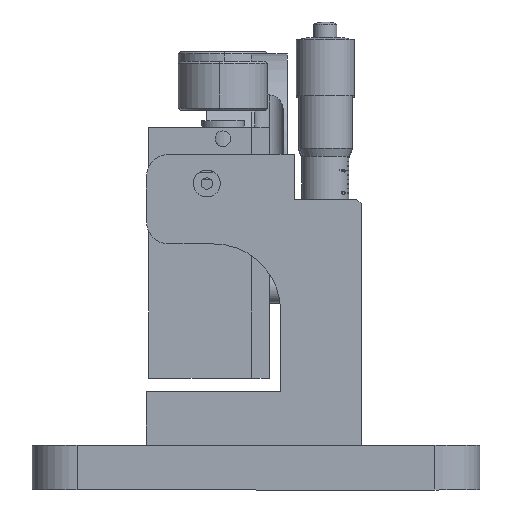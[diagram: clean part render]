
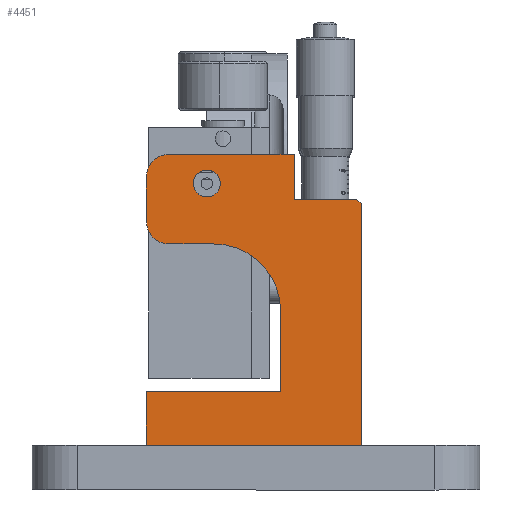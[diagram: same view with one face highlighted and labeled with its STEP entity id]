
A CAD part, left-side view. The second image highlights one B-rep face of the part: STEP entity #4451.
In plain terms, the highlighted planar face has unit normal (-1, 0, 0).
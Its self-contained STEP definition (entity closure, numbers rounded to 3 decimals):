
#113 = CARTESIAN_POINT ( 'NONE',  ( -55., 24.5, -68.39 ) ) ;
#168 = VERTEX_POINT ( 'NONE', #13869 ) ;
#550 = ORIENTED_EDGE ( 'NONE', *, *, #13733, .T. ) ;
#619 = CARTESIAN_POINT ( 'NONE',  ( -55., 9.5, -35.39 ) ) ;
#657 = CARTESIAN_POINT ( 'NONE',  ( -55., -22.5, -25.39 ) ) ;
#815 = CARTESIAN_POINT ( 'NONE',  ( -55., 24.5, -80.39 ) ) ;
#940 = DIRECTION ( 'NONE',  ( 0., -1., 0. ) ) ;
#1047 = VERTEX_POINT ( 'NONE', #113 ) ;
#1126 = LINE ( 'NONE', #4836, #13960 ) ;
#1388 = CARTESIAN_POINT ( 'NONE',  ( -55., 8., -21.89 ) ) ;
#1598 = EDGE_CURVE ( 'NONE', #7711, #12778, #15376, .T. ) ;
#1839 = VERTEX_POINT ( 'NONE', #3592 ) ;
#2655 = VERTEX_POINT ( 'NONE', #657 ) ;
#2711 = LINE ( 'NONE', #15199, #11483 ) ;
#2736 = DIRECTION ( 'NONE',  ( 0., 0., -1. ) ) ;
#2782 = CIRCLE ( 'NONE', #14133, 3. ) ;
#2812 = CARTESIAN_POINT ( 'NONE',  ( -55., -5.5, -68.39 ) ) ;
#2956 = CARTESIAN_POINT ( 'NONE',  ( -55., 24.5, -15.39 ) ) ;
#3095 = EDGE_CURVE ( 'NONE', #14732, #6966, #3660, .T. ) ;
#3181 = DIRECTION ( 'NONE',  ( 0., 0.707, 0.707 ) ) ;
#3459 = CARTESIAN_POINT ( 'NONE',  ( -55., -5.5, -50.39 ) ) ;
#3539 = ORIENTED_EDGE ( 'NONE', *, *, #10091, .T. ) ;
#3592 = CARTESIAN_POINT ( 'NONE',  ( -55., 24.5, -80.39 ) ) ;
#3660 = CIRCLE ( 'NONE', #15673, 5. ) ;
#3745 = DIRECTION ( 'NONE',  ( -1., 0., 0. ) ) ;
#3897 = VECTOR ( 'NONE', #6428, 1000. ) ;
#4451 = ADVANCED_FACE ( 'NONE', ( #13949, #14922 ), #11031, .F. ) ;
#4477 = VERTEX_POINT ( 'NONE', #3459 ) ;
#4690 = LINE ( 'NONE', #2812, #3897 ) ;
#4699 = ORIENTED_EDGE ( 'NONE', *, *, #4812, .T. ) ;
#4711 = VERTEX_POINT ( 'NONE', #10431 ) ;
#4812 = EDGE_CURVE ( 'NONE', #6966, #6487, #8100, .T. ) ;
#4836 = CARTESIAN_POINT ( 'NONE',  ( -55., -23.5, -25.39 ) ) ;
#4842 = DIRECTION ( 'NONE',  ( 1., 0., 0. ) ) ;
#4856 = CARTESIAN_POINT ( 'NONE',  ( -55., 14., -21.89 ) ) ;
#4893 = CARTESIAN_POINT ( 'NONE',  ( -55., 24.5, -68.39 ) ) ;
#4994 = DIRECTION ( 'NONE',  ( 0., -1., 0. ) ) ;
#5017 = EDGE_LOOP ( 'NONE', ( #4699, #550, #6041, #11426, #9539, #7561, #3539, #12844, #13858, #12125, #9042, #5361, #8240, #6182 ) ) ;
#5096 = ORIENTED_EDGE ( 'NONE', *, *, #6874, .F. ) ;
#5307 = AXIS2_PLACEMENT_3D ( 'NONE', #8652, #3745, #6249 ) ;
#5351 = CARTESIAN_POINT ( 'NONE',  ( -55., 24.5, -30.39 ) ) ;
#5361 = ORIENTED_EDGE ( 'NONE', *, *, #1598, .F. ) ;
#5431 = VECTOR ( 'NONE', #12647, 1000. ) ;
#5467 = CARTESIAN_POINT ( 'NONE',  ( -55., -8.5, -15.39 ) ) ;
#5675 = AXIS2_PLACEMENT_3D ( 'NONE', #7001, #13194, #8260 ) ;
#5929 = EDGE_CURVE ( 'NONE', #7072, #8346, #2782, .T. ) ;
#6041 = ORIENTED_EDGE ( 'NONE', *, *, #15787, .F. ) ;
#6182 = ORIENTED_EDGE ( 'NONE', *, *, #3095, .T. ) ;
#6239 = CARTESIAN_POINT ( 'NONE',  ( -55., 24.5, -15.39 ) ) ;
#6246 = LINE ( 'NONE', #13333, #11310 ) ;
#6249 = DIRECTION ( 'NONE',  ( 0., 1., 0. ) ) ;
#6339 = EDGE_CURVE ( 'NONE', #1047, #15987, #12509, .T. ) ;
#6428 = DIRECTION ( 'NONE',  ( 0., 0., 1. ) ) ;
#6487 = VERTEX_POINT ( 'NONE', #5351 ) ;
#6489 = DIRECTION ( 'NONE',  ( -1., 0., 0. ) ) ;
#6640 = DIRECTION ( 'NONE',  ( 0., 1., 0. ) ) ;
#6867 = DIRECTION ( 'NONE',  ( 0., 0., -1. ) ) ;
#6874 = EDGE_CURVE ( 'NONE', #8346, #7072, #12880, .T. ) ;
#6966 = VERTEX_POINT ( 'NONE', #13030 ) ;
#7001 = CARTESIAN_POINT ( 'NONE',  ( -55., 11., -21.89 ) ) ;
#7072 = VERTEX_POINT ( 'NONE', #4856 ) ;
#7512 = ORIENTED_EDGE ( 'NONE', *, *, #5929, .F. ) ;
#7536 = VECTOR ( 'NONE', #6867, 1000. ) ;
#7561 = ORIENTED_EDGE ( 'NONE', *, *, #6339, .F. ) ;
#7599 = CIRCLE ( 'NONE', #8607, 15. ) ;
#7661 = VECTOR ( 'NONE', #12358, 1000. ) ;
#7711 = VERTEX_POINT ( 'NONE', #5467 ) ;
#7839 = CARTESIAN_POINT ( 'NONE',  ( -55., 24.5, -35.39 ) ) ;
#8100 = LINE ( 'NONE', #2956, #7536 ) ;
#8240 = ORIENTED_EDGE ( 'NONE', *, *, #8695, .F. ) ;
#8260 = DIRECTION ( 'NONE',  ( 0., -1., 0. ) ) ;
#8346 = VERTEX_POINT ( 'NONE', #1388 ) ;
#8607 = AXIS2_PLACEMENT_3D ( 'NONE', #11899, #10841, #15585 ) ;
#8652 = CARTESIAN_POINT ( 'NONE',  ( -55., 19.5, -30.39 ) ) ;
#8695 = EDGE_CURVE ( 'NONE', #14732, #7711, #6246, .T. ) ;
#8843 = DIRECTION ( 'NONE',  ( 0., -1., 0. ) ) ;
#8983 = VECTOR ( 'NONE', #2736, 1000. ) ;
#9042 = ORIENTED_EDGE ( 'NONE', *, *, #10403, .F. ) ;
#9136 = EDGE_CURVE ( 'NONE', #4477, #10913, #7599, .T. ) ;
#9159 = CARTESIAN_POINT ( 'NONE',  ( -55., -5.5, -68.39 ) ) ;
#9268 = LINE ( 'NONE', #7839, #13322 ) ;
#9378 = EDGE_CURVE ( 'NONE', #15987, #4477, #4690, .T. ) ;
#9512 = CARTESIAN_POINT ( 'NONE',  ( -55., -23.5, -26.39 ) ) ;
#9539 = ORIENTED_EDGE ( 'NONE', *, *, #9378, .F. ) ;
#9735 = CARTESIAN_POINT ( 'NONE',  ( -55., 19.5, -35.39 ) ) ;
#10091 = EDGE_CURVE ( 'NONE', #1047, #1839, #15513, .T. ) ;
#10403 = EDGE_CURVE ( 'NONE', #12778, #2655, #1126, .T. ) ;
#10431 = CARTESIAN_POINT ( 'NONE',  ( -55., -23.5, -80.39 ) ) ;
#10490 = CARTESIAN_POINT ( 'NONE',  ( -55., -8.5, -25.39 ) ) ;
#10498 = VECTOR ( 'NONE', #3181, 1000. ) ;
#10841 = DIRECTION ( 'NONE',  ( -1., 0., 0. ) ) ;
#10913 = VERTEX_POINT ( 'NONE', #619 ) ;
#11031 = PLANE ( 'NONE',  #15151 ) ;
#11310 = VECTOR ( 'NONE', #940, 1000. ) ;
#11380 = CARTESIAN_POINT ( 'NONE',  ( -55., 11., -21.89 ) ) ;
#11426 = ORIENTED_EDGE ( 'NONE', *, *, #9136, .F. ) ;
#11483 = VECTOR ( 'NONE', #11557, 1000. ) ;
#11557 = DIRECTION ( 'NONE',  ( 0., 0., -1. ) ) ;
#11655 = LINE ( 'NONE', #9512, #10498 ) ;
#11662 = CARTESIAN_POINT ( 'NONE',  ( -55., 19.5, -15.39 ) ) ;
#11899 = CARTESIAN_POINT ( 'NONE',  ( -55., 9.5, -50.39 ) ) ;
#11949 = CARTESIAN_POINT ( 'NONE',  ( -55., 19.5, -20.39 ) ) ;
#12125 = ORIENTED_EDGE ( 'NONE', *, *, #14108, .T. ) ;
#12308 = CARTESIAN_POINT ( 'NONE',  ( -55., 24.5, -15.39 ) ) ;
#12358 = DIRECTION ( 'NONE',  ( 0., -1., 0. ) ) ;
#12509 = LINE ( 'NONE', #4893, #7661 ) ;
#12617 = EDGE_CURVE ( 'NONE', #168, #4711, #2711, .T. ) ;
#12647 = DIRECTION ( 'NONE',  ( 0., 0., -1. ) ) ;
#12741 = CARTESIAN_POINT ( 'NONE',  ( -55., -8.5, -15.39 ) ) ;
#12778 = VERTEX_POINT ( 'NONE', #10490 ) ;
#12844 = ORIENTED_EDGE ( 'NONE', *, *, #15433, .T. ) ;
#12880 = CIRCLE ( 'NONE', #5675, 3. ) ;
#13030 = CARTESIAN_POINT ( 'NONE',  ( -55., 24.5, -20.39 ) ) ;
#13194 = DIRECTION ( 'NONE',  ( -1., 0., 0. ) ) ;
#13197 = CIRCLE ( 'NONE', #5307, 5. ) ;
#13322 = VECTOR ( 'NONE', #15060, 1000. ) ;
#13333 = CARTESIAN_POINT ( 'NONE',  ( -55., 24.5, -15.39 ) ) ;
#13731 = VECTOR ( 'NONE', #15492, 1000. ) ;
#13733 = EDGE_CURVE ( 'NONE', #6487, #14236, #13197, .T. ) ;
#13858 = ORIENTED_EDGE ( 'NONE', *, *, #12617, .F. ) ;
#13869 = CARTESIAN_POINT ( 'NONE',  ( -55., -23.5, -26.39 ) ) ;
#13949 = FACE_BOUND ( 'NONE', #14075, .T. ) ;
#13960 = VECTOR ( 'NONE', #4994, 1000. ) ;
#14075 = EDGE_LOOP ( 'NONE', ( #5096, #7512 ) ) ;
#14108 = EDGE_CURVE ( 'NONE', #168, #2655, #11655, .T. ) ;
#14133 = AXIS2_PLACEMENT_3D ( 'NONE', #11380, #6489, #8843 ) ;
#14236 = VERTEX_POINT ( 'NONE', #9735 ) ;
#14732 = VERTEX_POINT ( 'NONE', #11662 ) ;
#14823 = DIRECTION ( 'NONE',  ( 0., 1., 0. ) ) ;
#14922 = FACE_OUTER_BOUND ( 'NONE', #5017, .T. ) ;
#15060 = DIRECTION ( 'NONE',  ( 0., 1., 0. ) ) ;
#15151 = AXIS2_PLACEMENT_3D ( 'NONE', #12308, #4842, #14823 ) ;
#15199 = CARTESIAN_POINT ( 'NONE',  ( -55., -23.5, -15.39 ) ) ;
#15376 = LINE ( 'NONE', #12741, #8983 ) ;
#15433 = EDGE_CURVE ( 'NONE', #1839, #4711, #15469, .T. ) ;
#15469 = LINE ( 'NONE', #815, #13731 ) ;
#15492 = DIRECTION ( 'NONE',  ( 0., -1., 0. ) ) ;
#15513 = LINE ( 'NONE', #6239, #5431 ) ;
#15585 = DIRECTION ( 'NONE',  ( 0., 1., 0. ) ) ;
#15632 = DIRECTION ( 'NONE',  ( -1., 0., 0. ) ) ;
#15673 = AXIS2_PLACEMENT_3D ( 'NONE', #11949, #15632, #6640 ) ;
#15787 = EDGE_CURVE ( 'NONE', #10913, #14236, #9268, .T. ) ;
#15987 = VERTEX_POINT ( 'NONE', #9159 ) ;
